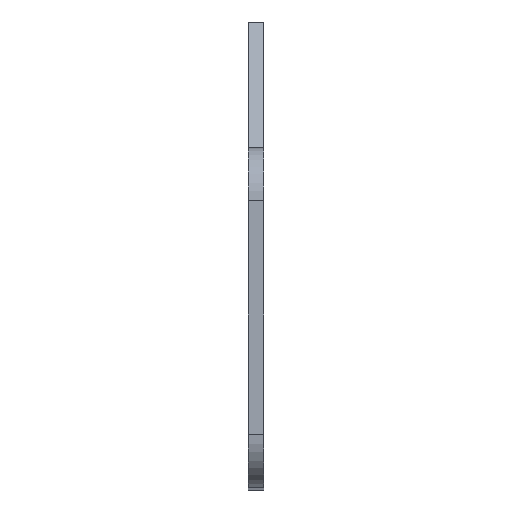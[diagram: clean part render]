
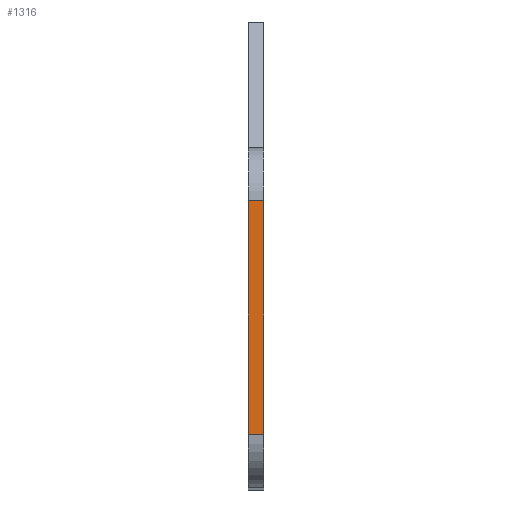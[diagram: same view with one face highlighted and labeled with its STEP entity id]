
A CAD part, top view. The second image highlights one B-rep face of the part: STEP entity #1316.
In plain terms, the highlighted planar face has unit normal (0, 0, 1).
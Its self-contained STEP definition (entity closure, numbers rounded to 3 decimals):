
#107 = EDGE_CURVE ( 'NONE', #1843, #672, #957, .T. ) ;
#150 = EDGE_CURVE ( 'NONE', #672, #476, #884, .T. ) ;
#186 = ORIENTED_EDGE ( 'NONE', *, *, #107, .T. ) ;
#217 = DIRECTION ( 'NONE',  ( 0., 0., 1. ) ) ;
#228 = LINE ( 'NONE', #1588, #1910 ) ;
#241 = VECTOR ( 'NONE', #460, 1000. ) ;
#375 = DIRECTION ( 'NONE',  ( 1., 0., 0. ) ) ;
#420 = ORIENTED_EDGE ( 'NONE', *, *, #1416, .T. ) ;
#441 = PLANE ( 'NONE',  #468 ) ;
#460 = DIRECTION ( 'NONE',  ( 0., -1., 0. ) ) ;
#468 = AXIS2_PLACEMENT_3D ( 'NONE', #1047, #217, #375 ) ;
#476 = VERTEX_POINT ( 'NONE', #1573 ) ;
#672 = VERTEX_POINT ( 'NONE', #1418 ) ;
#698 = DIRECTION ( 'NONE',  ( -1., 0., 0. ) ) ;
#804 = DIRECTION ( 'NONE',  ( 0., -1., 0. ) ) ;
#812 = FACE_OUTER_BOUND ( 'NONE', #984, .T. ) ;
#820 = CARTESIAN_POINT ( 'NONE',  ( -1.5, 35., 0. ) ) ;
#823 = ORIENTED_EDGE ( 'NONE', *, *, #150, .T. ) ;
#884 = LINE ( 'NONE', #1925, #1266 ) ;
#890 = CARTESIAN_POINT ( 'NONE',  ( 0., 35., 0. ) ) ;
#957 = LINE ( 'NONE', #1555, #1730 ) ;
#979 = VERTEX_POINT ( 'NONE', #890 ) ;
#984 = EDGE_LOOP ( 'NONE', ( #186, #823, #1568, #420 ) ) ;
#1047 = CARTESIAN_POINT ( 'NONE',  ( -1.5, 0., 0. ) ) ;
#1266 = VECTOR ( 'NONE', #1608, 1000. ) ;
#1316 = ADVANCED_FACE ( 'NONE', ( #812 ), #441, .T. ) ;
#1416 = EDGE_CURVE ( 'NONE', #979, #1843, #228, .T. ) ;
#1418 = CARTESIAN_POINT ( 'NONE',  ( -1.5, 13., 0. ) ) ;
#1555 = CARTESIAN_POINT ( 'NONE',  ( -1.5, 0., 0. ) ) ;
#1558 = EDGE_CURVE ( 'NONE', #979, #476, #1764, .T. ) ;
#1568 = ORIENTED_EDGE ( 'NONE', *, *, #1558, .F. ) ;
#1573 = CARTESIAN_POINT ( 'NONE',  ( 0., 13., 0. ) ) ;
#1588 = CARTESIAN_POINT ( 'NONE',  ( -1.5, 35., 0. ) ) ;
#1608 = DIRECTION ( 'NONE',  ( 1., 0., 0. ) ) ;
#1730 = VECTOR ( 'NONE', #804, 1000. ) ;
#1764 = LINE ( 'NONE', #1806, #241 ) ;
#1806 = CARTESIAN_POINT ( 'NONE',  ( 0., 0., 0. ) ) ;
#1843 = VERTEX_POINT ( 'NONE', #820 ) ;
#1910 = VECTOR ( 'NONE', #698, 1000. ) ;
#1925 = CARTESIAN_POINT ( 'NONE',  ( 0., 13., 0. ) ) ;
